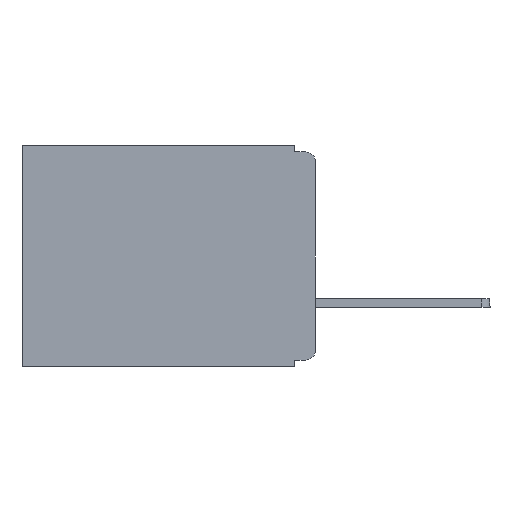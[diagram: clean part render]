
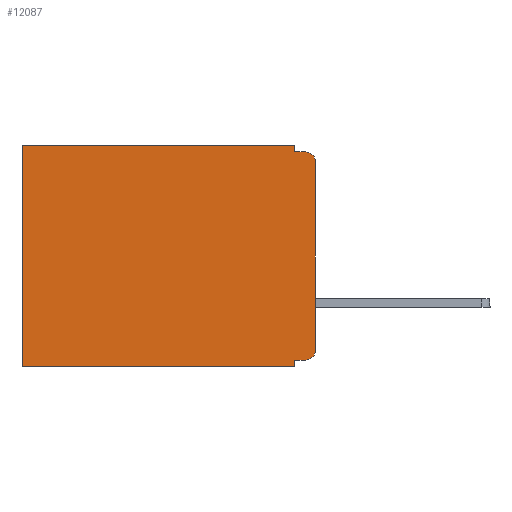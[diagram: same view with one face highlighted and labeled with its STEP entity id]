
A CAD part, left-side view. The second image highlights one B-rep face of the part: STEP entity #12087.
In plain terms, the highlighted planar face has unit normal (-1, 0, 0).
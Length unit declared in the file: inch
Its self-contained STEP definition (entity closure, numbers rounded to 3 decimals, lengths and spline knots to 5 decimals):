
#179 = VERTEX_POINT ( 'NONE', #13331 ) ;
#624 = DIRECTION ( 'NONE',  ( 0., 1., 0. ) ) ;
#770 = EDGE_CURVE ( 'NONE', #2697, #179, #5424, .T. ) ;
#1302 = CARTESIAN_POINT ( 'NONE',  ( 0.3, 0.031, 0. ) ) ;
#1771 = VERTEX_POINT ( 'NONE', #18392 ) ;
#2350 = CARTESIAN_POINT ( 'NONE',  ( 0.3, 0.031, -0.33 ) ) ;
#2697 = VERTEX_POINT ( 'NONE', #16378 ) ;
#2771 = VERTEX_POINT ( 'NONE', #7466 ) ;
#2801 = AXIS2_PLACEMENT_3D ( 'NONE', #17164, #6467, #18962 ) ;
#2875 = ORIENTED_EDGE ( 'NONE', *, *, #19397, .T. ) ;
#2876 = ORIENTED_EDGE ( 'NONE', *, *, #21465, .F. ) ;
#3524 = ORIENTED_EDGE ( 'NONE', *, *, #8062, .F. ) ;
#3981 = DIRECTION ( 'NONE',  ( 1., 0., 0. ) ) ;
#4383 = LINE ( 'NONE', #1302, #13340 ) ;
#4893 = CARTESIAN_POINT ( 'NONE',  ( 0.3, 0., 0. ) ) ;
#4907 = VERTEX_POINT ( 'NONE', #8748 ) ;
#5208 = LINE ( 'NONE', #17426, #23061 ) ;
#5424 = LINE ( 'NONE', #4893, #14370 ) ;
#5657 = DIRECTION ( 'NONE',  ( 0., 0., -1. ) ) ;
#5688 = ORIENTED_EDGE ( 'NONE', *, *, #7168, .F. ) ;
#6071 = CARTESIAN_POINT ( 'NONE',  ( 0.3, 0.015, -0.305 ) ) ;
#6120 = CARTESIAN_POINT ( 'NONE',  ( 0.3, 0., -0.33 ) ) ;
#6245 = EDGE_CURVE ( 'NONE', #179, #6572, #9132, .T. ) ;
#6467 = DIRECTION ( 'NONE',  ( -1., 0., 0. ) ) ;
#6514 = DIRECTION ( 'NONE',  ( 0., 0., -1. ) ) ;
#6572 = VERTEX_POINT ( 'NONE', #22107 ) ;
#6711 = FACE_OUTER_BOUND ( 'NONE', #22917, .T. ) ;
#7168 = EDGE_CURVE ( 'NONE', #10945, #4907, #7969, .T. ) ;
#7466 = CARTESIAN_POINT ( 'NONE',  ( 0.3, 0.031, -0.32 ) ) ;
#7693 = DIRECTION ( 'NONE',  ( 0., 0., -1. ) ) ;
#7702 = VERTEX_POINT ( 'NONE', #14938 ) ;
#7850 = DIRECTION ( 'NONE',  ( 0., 0., -1. ) ) ;
#7969 = LINE ( 'NONE', #9588, #21643 ) ;
#8062 = EDGE_CURVE ( 'NONE', #20514, #1771, #17988, .T. ) ;
#8427 = CIRCLE ( 'NONE', #20289, 0.015 ) ;
#8748 = CARTESIAN_POINT ( 'NONE',  ( 0.3, 0.015, -0.01 ) ) ;
#8845 = LINE ( 'NONE', #13077, #9387 ) ;
#9132 = LINE ( 'NONE', #9179, #9687 ) ;
#9179 = CARTESIAN_POINT ( 'NONE',  ( 0.3, 0.437, -0.33 ) ) ;
#9387 = VECTOR ( 'NONE', #624, 39.37008 ) ;
#9588 = CARTESIAN_POINT ( 'NONE',  ( 0.3, 0., -0.01 ) ) ;
#9687 = VECTOR ( 'NONE', #5657, 39.37008 ) ;
#9791 = DIRECTION ( 'NONE',  ( 0., -1., 0. ) ) ;
#10291 = ORIENTED_EDGE ( 'NONE', *, *, #22370, .F. ) ;
#10540 = ORIENTED_EDGE ( 'NONE', *, *, #770, .T. ) ;
#10945 = VERTEX_POINT ( 'NONE', #15053 ) ;
#12087 = ADVANCED_FACE ( 'NONE', ( #6711 ), #14605, .F. ) ;
#12301 = ORIENTED_EDGE ( 'NONE', *, *, #14290, .F. ) ;
#13077 = CARTESIAN_POINT ( 'NONE',  ( 0.3, 0., -0.33 ) ) ;
#13331 = CARTESIAN_POINT ( 'NONE',  ( 0.3, 0.437, 0. ) ) ;
#13340 = VECTOR ( 'NONE', #19128, 39.37008 ) ;
#14290 = EDGE_CURVE ( 'NONE', #7702, #2771, #5208, .T. ) ;
#14370 = VECTOR ( 'NONE', #22323, 39.37008 ) ;
#14605 = PLANE ( 'NONE',  #21188 ) ;
#14683 = CARTESIAN_POINT ( 'NONE',  ( 0.3, 0., -0.33 ) ) ;
#14938 = CARTESIAN_POINT ( 'NONE',  ( 0.3, 0.015, -0.32 ) ) ;
#15053 = CARTESIAN_POINT ( 'NONE',  ( 0.3, 0.031, -0.01 ) ) ;
#15778 = VERTEX_POINT ( 'NONE', #18692 ) ;
#16305 = EDGE_CURVE ( 'NONE', #15778, #6572, #8845, .T. ) ;
#16378 = CARTESIAN_POINT ( 'NONE',  ( 0.3, 0.031, 0. ) ) ;
#16489 = DIRECTION ( 'NONE',  ( 0., 0., -1. ) ) ;
#17164 = CARTESIAN_POINT ( 'NONE',  ( 0.3, 0.015, -0.025 ) ) ;
#17426 = CARTESIAN_POINT ( 'NONE',  ( 0.3, 0., -0.32 ) ) ;
#17911 = ORIENTED_EDGE ( 'NONE', *, *, #6245, .T. ) ;
#17988 = LINE ( 'NONE', #6120, #21601 ) ;
#18146 = ORIENTED_EDGE ( 'NONE', *, *, #16305, .F. ) ;
#18392 = CARTESIAN_POINT ( 'NONE',  ( 0.3, 0., -0.305 ) ) ;
#18508 = CIRCLE ( 'NONE', #2801, 0.015 ) ;
#18550 = DIRECTION ( 'NONE',  ( -1., 0., 0. ) ) ;
#18692 = CARTESIAN_POINT ( 'NONE',  ( 0.3, 0.031, -0.33 ) ) ;
#18962 = DIRECTION ( 'NONE',  ( 0., 0., -1. ) ) ;
#19128 = DIRECTION ( 'NONE',  ( 0., 0., -1. ) ) ;
#19230 = VECTOR ( 'NONE', #7693, 39.37008 ) ;
#19240 = DIRECTION ( 'NONE',  ( 0., 1., 0. ) ) ;
#19397 = EDGE_CURVE ( 'NONE', #20514, #4907, #18508, .T. ) ;
#19799 = LINE ( 'NONE', #2350, #19230 ) ;
#19868 = EDGE_CURVE ( 'NONE', #7702, #1771, #8427, .T. ) ;
#20289 = AXIS2_PLACEMENT_3D ( 'NONE', #6071, #18550, #7850 ) ;
#20331 = CARTESIAN_POINT ( 'NONE',  ( 0.3, 0., -0.025 ) ) ;
#20514 = VERTEX_POINT ( 'NONE', #20331 ) ;
#21188 = AXIS2_PLACEMENT_3D ( 'NONE', #14683, #3981, #16489 ) ;
#21465 = EDGE_CURVE ( 'NONE', #2771, #15778, #19799, .T. ) ;
#21601 = VECTOR ( 'NONE', #6514, 39.37008 ) ;
#21643 = VECTOR ( 'NONE', #9791, 39.37008 ) ;
#22107 = CARTESIAN_POINT ( 'NONE',  ( 0.3, 0.437, -0.33 ) ) ;
#22323 = DIRECTION ( 'NONE',  ( 0., 1., 0. ) ) ;
#22370 = EDGE_CURVE ( 'NONE', #2697, #10945, #4383, .T. ) ;
#22388 = ORIENTED_EDGE ( 'NONE', *, *, #19868, .T. ) ;
#22917 = EDGE_LOOP ( 'NONE', ( #3524, #2875, #5688, #10291, #10540, #17911, #18146, #2876, #12301, #22388 ) ) ;
#23061 = VECTOR ( 'NONE', #19240, 39.37008 ) ;
